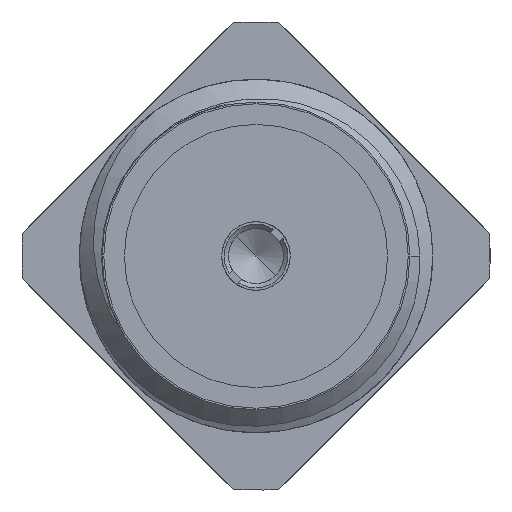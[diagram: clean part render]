
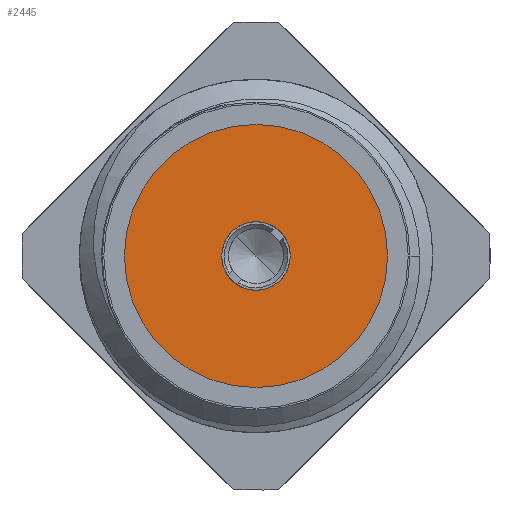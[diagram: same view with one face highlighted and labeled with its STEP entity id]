
A CAD part, left-side view. The second image highlights one B-rep face of the part: STEP entity #2445.
In plain terms, the highlighted planar face has unit normal (-1, 0, 0).
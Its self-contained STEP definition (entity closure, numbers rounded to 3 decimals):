
#19=CARTESIAN_POINT('',(1.17,0.,0.));
#20=DIRECTION('',(-1.,0.,0.));
#21=DIRECTION('',(0.,1.,0.));
#22=AXIS2_PLACEMENT_3D('',#19,#20,#21);
#24=CARTESIAN_POINT('',(1.17,0.,0.));
#25=DIRECTION('',(1.,0.,0.));
#26=DIRECTION('',(0.,1.,0.));
#27=AXIS2_PLACEMENT_3D('',#24,#25,#26);
#34=CARTESIAN_POINT('',(1.17,0.,0.));
#35=DIRECTION('',(1.,0.,0.));
#36=DIRECTION('',(0.,1.,0.));
#37=AXIS2_PLACEMENT_3D('',#34,#35,#36);
#103=CARTESIAN_POINT('',(1.17,0.,0.));
#104=DIRECTION('',(-1.,0.,0.));
#105=DIRECTION('',(0.,1.,0.));
#106=AXIS2_PLACEMENT_3D('',#103,#104,#105);
#2091=CARTESIAN_POINT('',(1.17,2.305,0.));
#2093=VERTEX_POINT('',#2091);
#2099=CARTESIAN_POINT('',(1.17,-2.305,0.));
#2101=VERTEX_POINT('',#2099);
#2338=CARTESIAN_POINT('',(1.17,0.6,0.));
#2339=CARTESIAN_POINT('',(1.17,-0.6,0.));
#2340=VERTEX_POINT('',#2338);
#2341=VERTEX_POINT('',#2339);
#2430=CARTESIAN_POINT('',(1.17,0.,0.));
#2431=DIRECTION('',(1.,0.,0.));
#2432=DIRECTION('',(0.,-1.,0.));
#2433=AXIS2_PLACEMENT_3D('',#2430,#2431,#2432);
#2434=PLANE('',#2433);
#2435=ORIENTED_EDGE('',*,*,#2422,.F.);
#2436=ORIENTED_EDGE('',*,*,#2411,.T.);
#2437=EDGE_LOOP('',(#2435,#2436));
#2438=FACE_OUTER_BOUND('',#2437,.F.);
#2440=ORIENTED_EDGE('',*,*,#2439,.F.);
#2442=ORIENTED_EDGE('',*,*,#2441,.T.);
#2443=EDGE_LOOP('',(#2440,#2442));
#2444=FACE_BOUND('',#2443,.F.);
#2445=ADVANCED_FACE('',(#2438,#2444),#2434,.F.);
#23=CIRCLE('',#22,2.305);
#28=CIRCLE('',#27,2.305);
#38=CIRCLE('',#37,0.6);
#107=CIRCLE('',#106,0.6);
#2411=EDGE_CURVE('',#2093,#2101,#28,.T.);
#2422=EDGE_CURVE('',#2093,#2101,#23,.T.);
#2439=EDGE_CURVE('',#2340,#2341,#38,.T.);
#2441=EDGE_CURVE('',#2340,#2341,#107,.T.);
